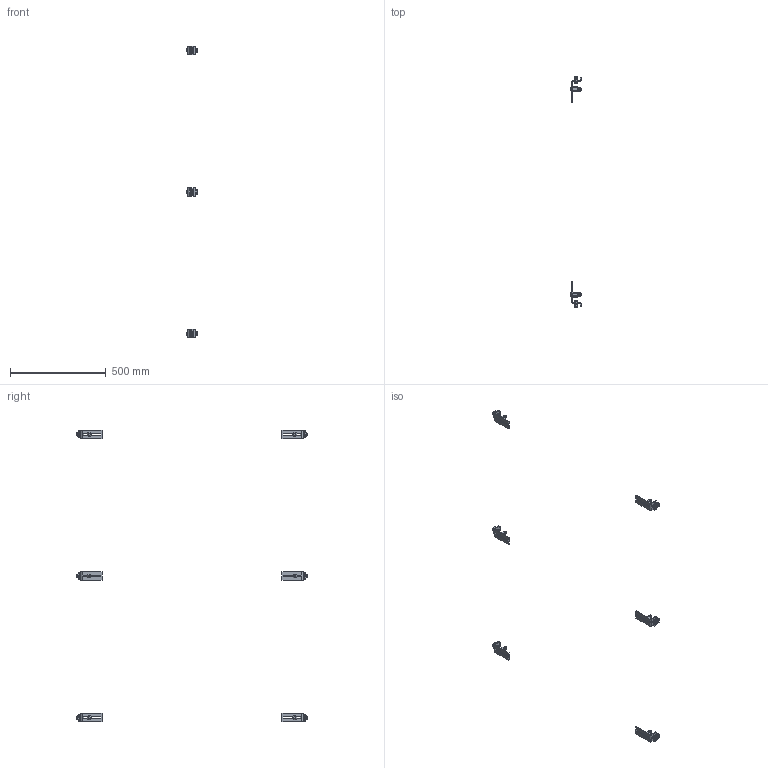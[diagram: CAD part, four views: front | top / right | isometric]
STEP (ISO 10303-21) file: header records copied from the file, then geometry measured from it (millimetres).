
FILE_DESCRIPTION (( 'STEP AP203' ), '1' );
FILE_NAME ('SCE-FSPS6.step', '2021-01-08T15:55:38', ( 'ADC123' ), ( 'Microsoft' ), 'SwSTEP 2.0', 'SolidWorks 2019', '' );
FILE_SCHEMA (( 'CONFIG_CONTROL_DESIGN' ));
Products named in the file (1): SCE-FSPS6
Bounding box: 55.88 x 1207.46 x 1524.13 mm (x, y, z)
Volume: 285702.2 mm3; surface area: 154298.3 mm2
Topology: 36 solids, 36 shells, 1632 faces, 4104 edges, 2388 vertices
Faces by surface type: bspline 606, cylinder 540, plane 450, cone 36
Full cylindrical faces by diameter (mm): 1.245 x12, 9.322 x6, 9.347 x6, 9.474 x6, 9.525 x12, 20.637 x3, 20.638 x3
Entity records: 101497 total; most frequent: CARTESIAN_POINT 69505, ORIENTED_EDGE 7344, DIRECTION 5438, EDGE_CURVE 3672, VERTEX_POINT 2274, AXIS2_PLACEMENT_3D 2041, EDGE_LOOP 1854, FACE_OUTER_BOUND 1734
